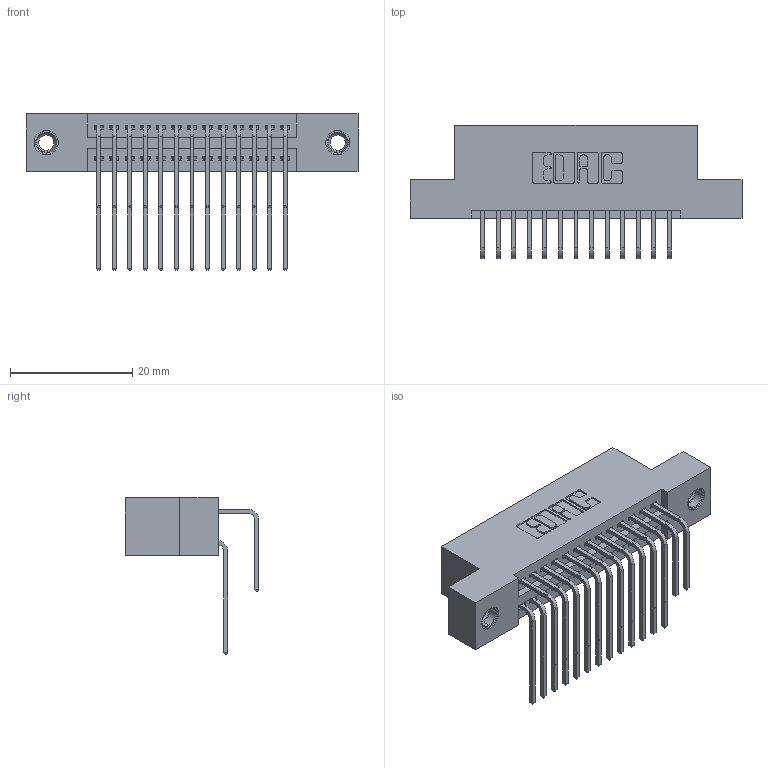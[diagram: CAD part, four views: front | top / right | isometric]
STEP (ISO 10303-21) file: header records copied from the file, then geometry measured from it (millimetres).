
FILE_DESCRIPTION (( 'STEP AP203' ), '1' );
FILE_NAME ('345-026-558-207.STEP', '2018-08-22T03:29:21', ( '' ), ( '' ), 'SwSTEP 2.0', 'SolidWorks 2016', '' );
FILE_SCHEMA (( 'CONFIG_CONTROL_DESIGN' ));
Length unit declared in the file: inch
Products named in the file (5): 345 Part_Flush Mounting Lugs - 0.156 Dia-TI; 345-292-001_558 559 Tail - 1; 345-292-001_558 Tail - 2; 345-250-001_345-250-005-103; 345-026-558-207
Assembly tree (29 placements, depth 2):
  345-026-558-207
    345 Part_Flush Mounting Lugs - 0.156 Dia-TI
    345-292-001_558 559 Tail - 1  x13
    345-292-001_558 Tail - 2  x13
    345-250-001_345-250-005-103  x2
Bounding box: 54.23 x 21.83 x 25.53 mm (x, y, z)
Volume: 5135.1 mm3; surface area: 7762.1 mm2
Topology: 29 solids, 29 shells, 1538 faces, 4507 edges, 2962 vertices
Faces by surface type: plane 1022, cylinder 500, cone 12, torus 4
Entity records: 16942 total; most frequent: CARTESIAN_POINT 2894, ORIENTED_EDGE 2770, DIRECTION 2587, EDGE_CURVE 1385, VECTOR 1141, LINE 1141, VERTEX_POINT 916, AXIS2_PLACEMENT_3D 723
